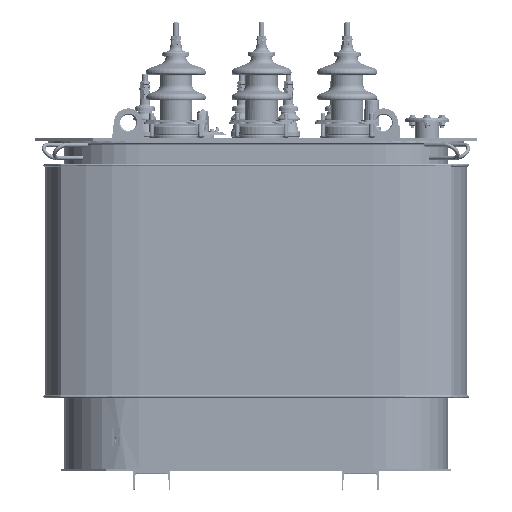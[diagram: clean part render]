
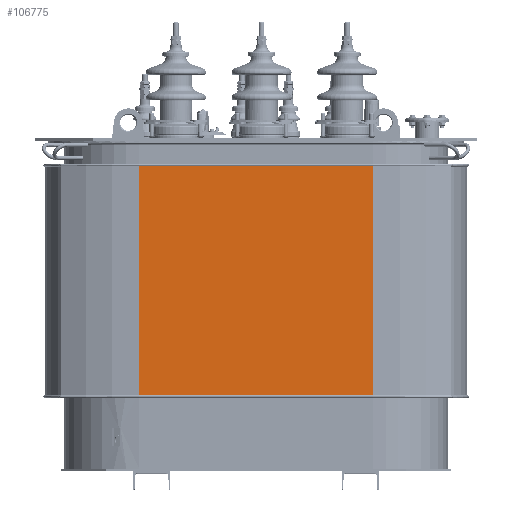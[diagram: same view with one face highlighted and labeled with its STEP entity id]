
A CAD part, top view. The second image highlights one B-rep face of the part: STEP entity #106775.
In plain terms, the highlighted planar face has unit normal (0, 0, 1).
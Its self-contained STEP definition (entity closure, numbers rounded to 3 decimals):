
#11401=LINE('',#229217,#16688);
#11402=LINE('',#229220,#16689);
#11403=LINE('',#229222,#16690);
#11404=LINE('',#229223,#16691);
#16688=VECTOR('',#142455,50.);
#16689=VECTOR('',#142458,50.4);
#16690=VECTOR('',#142459,50.4);
#16691=VECTOR('',#142460,50.);
#19514=PLANE('',#116940);
#27458=FACE_OUTER_BOUND('',#35409,.T.);
#35409=EDGE_LOOP('',(#92492,#92493,#92494,#92495));
#49516=VERTEX_POINT('',#229213);
#49517=VERTEX_POINT('',#229215);
#49518=VERTEX_POINT('',#229219);
#49519=VERTEX_POINT('',#229221);
#63817=EDGE_CURVE('',#49516,#49517,#11401,.T.);
#63818=EDGE_CURVE('',#49516,#49518,#11402,.T.);
#63819=EDGE_CURVE('',#49519,#49517,#11403,.T.);
#63820=EDGE_CURVE('',#49518,#49519,#11404,.T.);
#92492=ORIENTED_EDGE('',*,*,#63818,.F.);
#92493=ORIENTED_EDGE('',*,*,#63817,.T.);
#92494=ORIENTED_EDGE('',*,*,#63819,.F.);
#92495=ORIENTED_EDGE('',*,*,#63820,.F.);
#106775=ADVANCED_FACE('',(#27458),#19514,.T.);
#116940=AXIS2_PLACEMENT_3D('',#229218,#142456,#142457);
#142455=DIRECTION('',(0.,1.,0.));
#142456=DIRECTION('center_axis',(0.,0.,
1.));
#142457=DIRECTION('ref_axis',(1.,0.,0.));
#142458=DIRECTION('',(-1.,0.,0.));
#142459=DIRECTION('',(1.,0.,0.));
#142460=DIRECTION('',(0.,1.,0.));
#229213=CARTESIAN_POINT('',(25.2,15.7,34.5));
#229215=CARTESIAN_POINT('',(25.2,65.7,34.5));
#229217=CARTESIAN_POINT('',(25.2,15.7,34.5));
#229218=CARTESIAN_POINT('Origin',(-25.2,15.7,34.5));
#229219=CARTESIAN_POINT('',(-25.2,15.7,34.5));
#229220=CARTESIAN_POINT('',(25.2,15.7,34.5));
#229221=CARTESIAN_POINT('',(-25.2,65.7,34.5));
#229222=CARTESIAN_POINT('',(0.,65.7,34.5));
#229223=CARTESIAN_POINT('',(-25.2,15.7,34.5));
